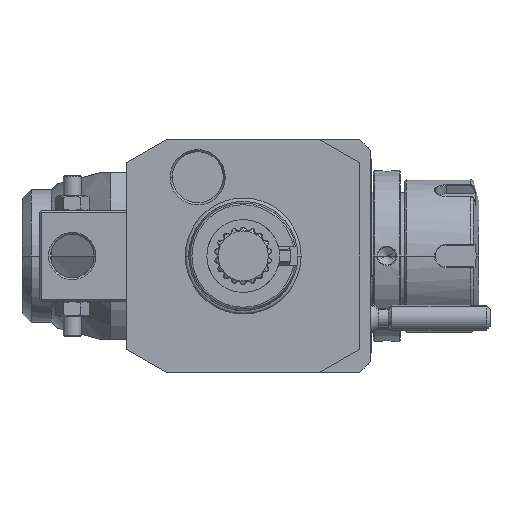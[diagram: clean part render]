
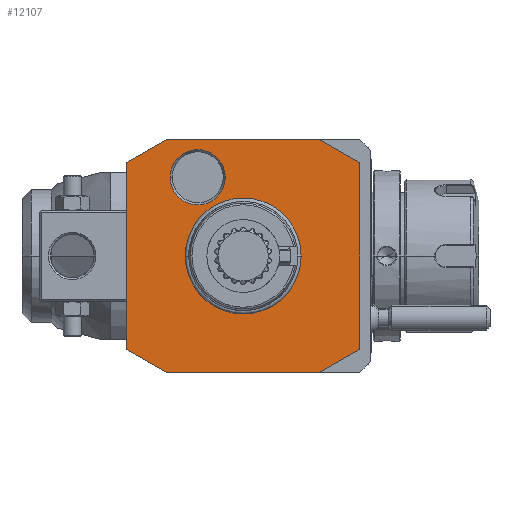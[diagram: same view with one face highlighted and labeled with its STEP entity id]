
A CAD part, front view. The second image highlights one B-rep face of the part: STEP entity #12107.
In plain terms, the highlighted planar face has unit normal (0, -1, 0).
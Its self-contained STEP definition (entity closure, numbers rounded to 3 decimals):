
#1=DIRECTION('',(-0.866,0.,-0.5));
#2=VECTOR('',#1,12.702);
#3=CARTESIAN_POINT('',(-21.,0.,32.));
#4=LINE('',#3,#2);
#5=DIRECTION('',(-1.,0.,0.));
#6=VECTOR('',#5,42.);
#7=CARTESIAN_POINT('',(21.,0.,32.));
#8=LINE('',#7,#6);
#9=DIRECTION('',(-0.866,0.,0.5));
#10=VECTOR('',#9,12.702);
#11=CARTESIAN_POINT('',(32.,0.,25.649));
#12=LINE('',#11,#10);
#13=DIRECTION('',(0.,0.,1.));
#14=VECTOR('',#13,51.298);
#15=CARTESIAN_POINT('',(32.,0.,-25.649));
#16=LINE('',#15,#14);
#17=DIRECTION('',(0.866,0.,0.5));
#18=VECTOR('',#17,12.702);
#19=CARTESIAN_POINT('',(21.,0.,-32.));
#20=LINE('',#19,#18);
#21=DIRECTION('',(1.,0.,0.));
#22=VECTOR('',#21,42.);
#23=CARTESIAN_POINT('',(-21.,0.,-32.));
#24=LINE('',#23,#22);
#25=DIRECTION('',(0.866,0.,-0.5));
#26=VECTOR('',#25,12.702);
#27=CARTESIAN_POINT('',(-32.,0.,-25.649));
#28=LINE('',#27,#26);
#29=DIRECTION('',(0.,0.,-1.));
#30=VECTOR('',#29,51.298);
#31=CARTESIAN_POINT('',(-32.,0.,25.649));
#32=LINE('',#31,#30);
#33=CARTESIAN_POINT('',(-12.5,0.,21.651));
#34=DIRECTION('',(0.,1.,0.));
#35=DIRECTION('',(1.,0.,0.));
#36=AXIS2_PLACEMENT_3D('',#33,#34,#35);
#38=CARTESIAN_POINT('',(-12.5,0.,21.651));
#39=DIRECTION('',(0.,1.,0.));
#40=DIRECTION('',(-1.,0.,0.));
#41=AXIS2_PLACEMENT_3D('',#38,#39,#40);
#7089=CARTESIAN_POINT('',(0.,0.,0.));
#7090=DIRECTION('',(0.,-1.,0.));
#7091=DIRECTION('',(1.,0.,0.));
#7092=AXIS2_PLACEMENT_3D('',#7089,#7090,#7091);
#7094=CARTESIAN_POINT('',(0.,0.,0.));
#7095=DIRECTION('',(0.,-1.,0.));
#7096=DIRECTION('',(-1.,0.,0.));
#7097=AXIS2_PLACEMENT_3D('',#7094,#7095,#7096);
#10845=CARTESIAN_POINT('',(-4.923,0.,
21.651));
#10846=CARTESIAN_POINT('',(-20.077,0.,
21.651));
#10847=VERTEX_POINT('',#10845);
#10848=VERTEX_POINT('',#10846);
#11705=CARTESIAN_POINT('',(-21.,0.,32.));
#11706=CARTESIAN_POINT('',(-32.,0.,25.649));
#11707=VERTEX_POINT('',#11705);
#11708=VERTEX_POINT('',#11706);
#11709=CARTESIAN_POINT('',(-32.,0.,-25.649));
#11710=VERTEX_POINT('',#11709);
#11711=CARTESIAN_POINT('',(-21.,0.,-32.));
#11712=VERTEX_POINT('',#11711);
#11713=CARTESIAN_POINT('',(21.,0.,-32.));
#11714=VERTEX_POINT('',#11713);
#11715=CARTESIAN_POINT('',(32.,0.,-25.649));
#11716=VERTEX_POINT('',#11715);
#11717=CARTESIAN_POINT('',(32.,0.,25.649));
#11718=VERTEX_POINT('',#11717);
#11719=CARTESIAN_POINT('',(21.,0.,32.));
#11720=VERTEX_POINT('',#11719);
#11928=CARTESIAN_POINT('',(15.783,0.,0.));
#11929=CARTESIAN_POINT('',(-15.783,0.,0.));
#11930=VERTEX_POINT('',#11928);
#11931=VERTEX_POINT('',#11929);
#12072=CARTESIAN_POINT('',(0.,0.,0.));
#12073=DIRECTION('',(0.,-1.,0.));
#12074=DIRECTION('',(-1.,0.,0.));
#12075=AXIS2_PLACEMENT_3D('',#12072,#12073,#12074);
#12076=PLANE('',#12075);
#12078=ORIENTED_EDGE('',*,*,#12077,.F.);
#12080=ORIENTED_EDGE('',*,*,#12079,.F.);
#12082=ORIENTED_EDGE('',*,*,#12081,.F.);
#12084=ORIENTED_EDGE('',*,*,#12083,.F.);
#12086=ORIENTED_EDGE('',*,*,#12085,.F.);
#12088=ORIENTED_EDGE('',*,*,#12087,.F.);
#12090=ORIENTED_EDGE('',*,*,#12089,.F.);
#12092=ORIENTED_EDGE('',*,*,#12091,.F.);
#12093=EDGE_LOOP('',(#12078,#12080,#12082,#12084,#12086,#12088,#12090,#12092));
#12094=FACE_OUTER_BOUND('',#12093,.F.);
#12096=ORIENTED_EDGE('',*,*,#12095,.T.);
#12098=ORIENTED_EDGE('',*,*,#12097,.T.);
#12099=EDGE_LOOP('',(#12096,#12098));
#12100=FACE_BOUND('',#12099,.F.);
#12102=ORIENTED_EDGE('',*,*,#12101,.F.);
#12104=ORIENTED_EDGE('',*,*,#12103,.F.);
#12105=EDGE_LOOP('',(#12102,#12104));
#12106=FACE_BOUND('',#12105,.F.);
#37=CIRCLE('',#36,7.577);
#42=CIRCLE('',#41,7.577);
#7093=CIRCLE('',#7092,15.783);
#7098=CIRCLE('',#7097,15.783);
#12077=EDGE_CURVE('',#11707,#11708,#4,.T.);
#12079=EDGE_CURVE('',#11720,#11707,#8,.T.);
#12081=EDGE_CURVE('',#11718,#11720,#12,.T.);
#12083=EDGE_CURVE('',#11716,#11718,#16,.T.);
#12085=EDGE_CURVE('',#11714,#11716,#20,.T.);
#12087=EDGE_CURVE('',#11712,#11714,#24,.T.);
#12089=EDGE_CURVE('',#11710,#11712,#28,.T.);
#12091=EDGE_CURVE('',#11708,#11710,#32,.T.);
#12095=EDGE_CURVE('',#11930,#11931,#7093,.T.);
#12097=EDGE_CURVE('',#11931,#11930,#7098,.T.);
#12101=EDGE_CURVE('',#10847,#10848,#37,.T.);
#12103=EDGE_CURVE('',#10848,#10847,#42,.T.);
#12107=ADVANCED_FACE('',(#12094,#12100,#12106),#12076,.T.);
